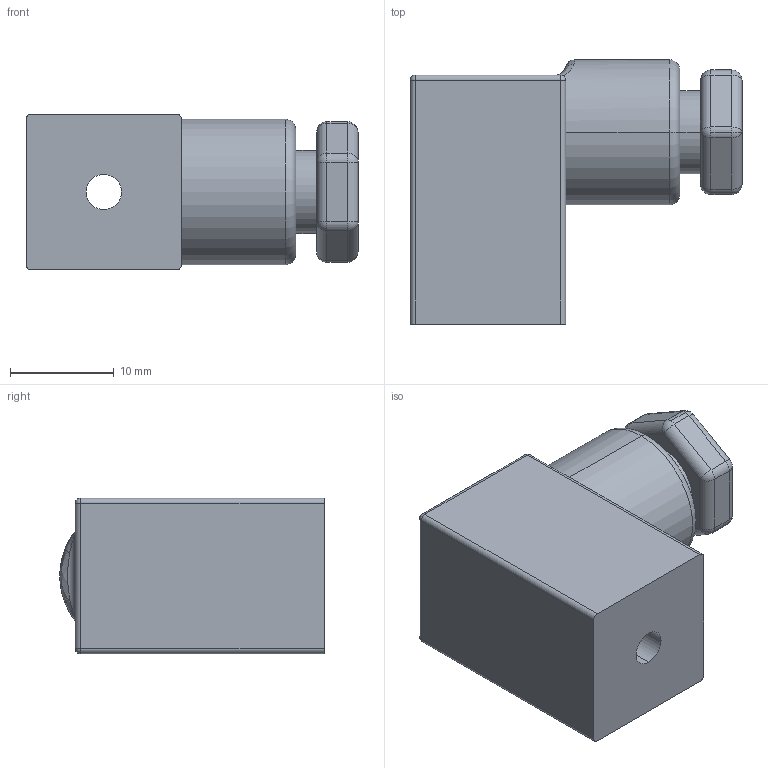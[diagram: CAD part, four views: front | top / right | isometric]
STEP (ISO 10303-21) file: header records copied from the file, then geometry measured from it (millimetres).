
FILE_DESCRIPTION (( 'STEP AP214' ), '1' );
FILE_NAME ('CNT00015_P8.STEP', '2018-09-18T09:46:57', ( '' ), ( '' ), 'SwSTEP 2.0', 'SolidWorks 2018', '' );
FILE_SCHEMA (( 'AUTOMOTIVE_DESIGN' ));
Length unit declared in the file: millimetre
Products named in the file (1): CNT00015_P8
Bounding box: 32 x 25.5 x 15 mm (x, y, z)
Volume: 7162.1 mm3; surface area: 3089.5 mm2
Topology: 1 solids, 1 shells, 81 faces, 180 edges, 93 vertices
Faces by surface type: cylinder 39, plane 19, sphere 18, bspline 3, torus 2
Entity records: 2313 total; most frequent: CARTESIAN_POINT 544, DIRECTION 398, ORIENTED_EDGE 336, EDGE_CURVE 168, AXIS2_PLACEMENT_3D 163, VERTEX_POINT 93, EDGE_LOOP 87, CIRCLE 84
